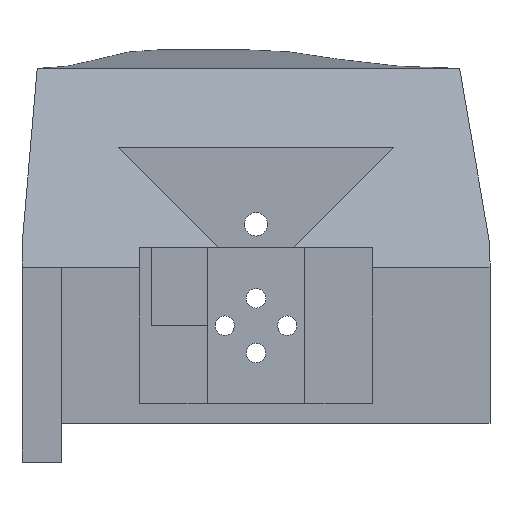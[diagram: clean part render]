
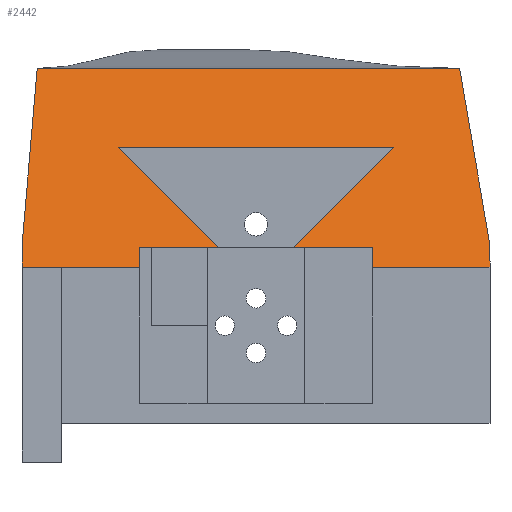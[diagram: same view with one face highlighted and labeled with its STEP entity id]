
A CAD part, top view. The second image highlights one B-rep face of the part: STEP entity #2442.
In plain terms, the highlighted planar face has unit normal (0, 0.336, 0.942).
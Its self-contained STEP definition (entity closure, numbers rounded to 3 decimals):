
#63 = ORIENTED_EDGE ( 'NONE', *, *, #2190, .T. ) ;
#117 =( BOUNDED_CURVE ( )  B_SPLINE_CURVE ( 3, ( #1139, #1126, #1370, #1911 ),
 .UNSPECIFIED., .F., .T. ) 
 B_SPLINE_CURVE_WITH_KNOTS ( ( 4, 4 ),
 ( 5.498, 6.283 ),
 .UNSPECIFIED. ) 
 CURVE ( )  GEOMETRIC_REPRESENTATION_ITEM ( )  RATIONAL_B_SPLINE_CURVE ( ( 1., 0.949, 0.949, 1. ) ) 
 REPRESENTATION_ITEM ( '' )  );
#122 = LINE ( 'NONE', #708, #1962 ) ;
#125 = ORIENTED_EDGE ( 'NONE', *, *, #657, .F. ) ;
#127 = EDGE_CURVE ( 'NONE', #1153, #1217, #395, .T. ) ;
#147 = EDGE_CURVE ( 'NONE', #2256, #1788, #1487, .T. ) ;
#184 = ORIENTED_EDGE ( 'NONE', *, *, #1682, .F. ) ;
#213 = EDGE_CURVE ( 'NONE', #1380, #781, #1312, .T. ) ;
#218 = VECTOR ( 'NONE', #1662, 1000. ) ;
#220 = EDGE_CURVE ( 'NONE', #1537, #1172, #712, .T. ) ;
#283 = CARTESIAN_POINT ( 'NONE',  ( 30., -53.5, -10. ) ) ;
#331 = CARTESIAN_POINT ( 'NONE',  ( -3.889, -51.889, -10.575 ) ) ;
#353 = VERTEX_POINT ( 'NONE', #1526 ) ;
#394 = CARTESIAN_POINT ( 'NONE',  ( -30., -53.5, -10. ) ) ;
#395 = LINE ( 'NONE', #2261, #2191 ) ;
#454 = CARTESIAN_POINT ( 'NONE',  ( 59.732, -53.5, -10. ) ) ;
#463 = VECTOR ( 'NONE', #1461, 1000. ) ;
#477 = ORIENTED_EDGE ( 'NONE', *, *, #2202, .T. ) ;
#480 = CARTESIAN_POINT ( 'NONE',  ( -30., -53.5, -10. ) ) ;
#492 = CARTESIAN_POINT ( 'NONE',  ( 30., -53.5, -10. ) ) ;
#495 = ORIENTED_EDGE ( 'NONE', *, *, #2408, .F. ) ;
#547 = CARTESIAN_POINT ( 'NONE',  ( 59.732, -28., -19.107 ) ) ;
#581 = DIRECTION ( 'NONE',  ( -1., 0., 0. ) ) ;
#603 = VERTEX_POINT ( 'NONE', #1660 ) ;
#657 = EDGE_CURVE ( 'NONE', #353, #690, #1697, .T. ) ;
#668 = CARTESIAN_POINT ( 'NONE',  ( -30., -53.5, -10. ) ) ;
#676 = DIRECTION ( 'NONE',  ( 0., 0.336, 0.942 ) ) ;
#690 = VERTEX_POINT ( 'NONE', #1725 ) ;
#708 = CARTESIAN_POINT ( 'NONE',  ( -29.657, -46.702, -12.428 ) ) ;
#712 = LINE ( 'NONE', #1324, #2386 ) ;
#774 = CARTESIAN_POINT ( 'NONE',  ( 31.224, -57.836, -8.451 ) ) ;
#781 = VERTEX_POINT ( 'NONE', #1350 ) ;
#818 = CARTESIAN_POINT ( 'NONE',  ( 14.95, -53.5, -10. ) ) ;
#835 = ORIENTED_EDGE ( 'NONE', *, *, #147, .F. ) ;
#849 = CARTESIAN_POINT ( 'NONE',  ( 1.478, -53.5, -10. ) ) ;
#891 = VECTOR ( 'NONE', #1827, 1000. ) ;
#959 = EDGE_CURVE ( 'NONE', #781, #2412, #968, .T. ) ;
#964 = VERTEX_POINT ( 'NONE', #394 ) ;
#968 = LINE ( 'NONE', #1903, #1480 ) ;
#1022 = VECTOR ( 'NONE', #1511, 1000. ) ;
#1032 = DIRECTION ( 'NONE',  ( 0., 0.942, -0.336 ) ) ;
#1046 = CARTESIAN_POINT ( 'NONE',  ( -25., -53.5, -10. ) ) ;
#1106 = DIRECTION ( 'NONE',  ( 1., 0., 0. ) ) ;
#1119 = ORIENTED_EDGE ( 'NONE', *, *, #1127, .T. ) ;
#1126 = CARTESIAN_POINT ( 'NONE',  ( -2.844, -52.934, -10.202 ) ) ;
#1127 = EDGE_CURVE ( 'NONE', #2256, #603, #122, .T. ) ;
#1130 = EDGE_CURVE ( 'NONE', #1153, #1436, #2007, .T. ) ;
#1139 = CARTESIAN_POINT ( 'NONE',  ( -3.889, -51.889, -10.575 ) ) ;
#1153 = VERTEX_POINT ( 'NONE', #1460 ) ;
#1172 = VERTEX_POINT ( 'NONE', #331 ) ;
#1178 = ORIENTED_EDGE ( 'NONE', *, *, #1130, .F. ) ;
#1198 = ORIENTED_EDGE ( 'NONE', *, *, #220, .F. ) ;
#1217 = VERTEX_POINT ( 'NONE', #1867 ) ;
#1240 = ORIENTED_EDGE ( 'NONE', *, *, #959, .F. ) ;
#1277 = DIRECTION ( 'NONE',  ( 0., 0.942, -0.336 ) ) ;
#1284 = ORIENTED_EDGE ( 'NONE', *, *, #213, .F. ) ;
#1286 = VECTOR ( 'NONE', #1106, 1000. ) ;
#1312 = LINE ( 'NONE', #1885, #1022 ) ;
#1324 = CARTESIAN_POINT ( 'NONE',  ( 26.868, -82.646, 0.409 ) ) ;
#1350 = CARTESIAN_POINT ( 'NONE',  ( -14.95, -53.5, -10. ) ) ;
#1370 = CARTESIAN_POINT ( 'NONE',  ( -1.478, -53.5, -10. ) ) ;
#1380 = VERTEX_POINT ( 'NONE', #1437 ) ;
#1381 = DIRECTION ( 'NONE',  ( -1., 0., 0. ) ) ;
#1385 =( BOUNDED_CURVE ( )  B_SPLINE_CURVE ( 3, ( #1623, #849, #1575, #1963 ),
 .UNSPECIFIED., .F., .T. ) 
 B_SPLINE_CURVE_WITH_KNOTS ( ( 4, 4 ),
 ( 0., 0.785 ),
 .UNSPECIFIED. ) 
 CURVE ( )  GEOMETRIC_REPRESENTATION_ITEM ( )  RATIONAL_B_SPLINE_CURVE ( ( 1., 0.949, 0.949, 1. ) ) 
 REPRESENTATION_ITEM ( '' )  );
#1436 = VERTEX_POINT ( 'NONE', #818 ) ;
#1437 = CARTESIAN_POINT ( 'NONE',  ( 0., -53.5, -10. ) ) ;
#1460 = CARTESIAN_POINT ( 'NONE',  ( 30., -53.5, -10. ) ) ;
#1461 = DIRECTION ( 'NONE',  ( 0.686, 0.686, -0.245 ) ) ;
#1480 = VECTOR ( 'NONE', #581, 1000. ) ;
#1487 = LINE ( 'NONE', #547, #218 ) ;
#1495 = EDGE_CURVE ( 'NONE', #1537, #690, #2017, .T. ) ;
#1511 = DIRECTION ( 'NONE',  ( -1., 0., 0. ) ) ;
#1526 = CARTESIAN_POINT ( 'NONE',  ( 3.889, -51.889, -10.575 ) ) ;
#1537 = VERTEX_POINT ( 'NONE', #1664 ) ;
#1575 = CARTESIAN_POINT ( 'NONE',  ( 2.844, -52.934, -10.202 ) ) ;
#1582 = VECTOR ( 'NONE', #1994, 1000. ) ;
#1584 = PLANE ( 'NONE',  #2234 ) ;
#1586 = EDGE_CURVE ( 'NONE', #1172, #1380, #117, .T. ) ;
#1617 = VECTOR ( 'NONE', #1381, 1000. ) ;
#1621 = DIRECTION ( 'NONE',  ( 0., -0.942, 0.336 ) ) ;
#1623 = CARTESIAN_POINT ( 'NONE',  ( 0., -53.5, -10. ) ) ;
#1631 = LINE ( 'NONE', #480, #1582 ) ;
#1636 = EDGE_CURVE ( 'NONE', #1217, #1788, #1688, .T. ) ;
#1660 = CARTESIAN_POINT ( 'NONE',  ( -30., -50.7, -11. ) ) ;
#1662 = DIRECTION ( 'NONE',  ( 1., 0., 0. ) ) ;
#1664 = CARTESIAN_POINT ( 'NONE',  ( -17.678, -38.1, -15.5 ) ) ;
#1682 = EDGE_CURVE ( 'NONE', #1380, #353, #1385, .T. ) ;
#1688 = LINE ( 'NONE', #774, #2029 ) ;
#1697 = LINE ( 'NONE', #2259, #463 ) ;
#1725 = CARTESIAN_POINT ( 'NONE',  ( 17.678, -38.1, -15.5 ) ) ;
#1751 = LINE ( 'NONE', #283, #1617 ) ;
#1788 = VERTEX_POINT ( 'NONE', #2105 ) ;
#1827 = DIRECTION ( 'NONE',  ( -1., 0., 0. ) ) ;
#1839 = EDGE_LOOP ( 'NONE', ( #835, #1119, #63, #477, #1240, #1284, #2167, #1198, #2232, #125, #184, #495, #1178, #2379, #2395 ) ) ;
#1841 = CARTESIAN_POINT ( 'NONE',  ( 59.732, -38.1, -15.5 ) ) ;
#1848 = VECTOR ( 'NONE', #1621, 1000. ) ;
#1867 = CARTESIAN_POINT ( 'NONE',  ( 30., -50.7, -11. ) ) ;
#1885 = CARTESIAN_POINT ( 'NONE',  ( 30., -53.5, -10. ) ) ;
#1903 = CARTESIAN_POINT ( 'NONE',  ( 30., -53.5, -10. ) ) ;
#1911 = CARTESIAN_POINT ( 'NONE',  ( 0., -53.5, -10. ) ) ;
#1962 = VECTOR ( 'NONE', #2384, 1000. ) ;
#1963 = CARTESIAN_POINT ( 'NONE',  ( 3.889, -51.889, -10.575 ) ) ;
#1994 = DIRECTION ( 'NONE',  ( 1., 0., 0. ) ) ;
#2007 = LINE ( 'NONE', #492, #891 ) ;
#2017 = LINE ( 'NONE', #1841, #1286 ) ;
#2029 = VECTOR ( 'NONE', #2438, 1000. ) ;
#2075 = DIRECTION ( 'NONE',  ( 0.686, -0.686, 0.245 ) ) ;
#2105 = CARTESIAN_POINT ( 'NONE',  ( 26.107, -28., -19.107 ) ) ;
#2167 = ORIENTED_EDGE ( 'NONE', *, *, #1586, .F. ) ;
#2170 = LINE ( 'NONE', #668, #1848 ) ;
#2190 = EDGE_CURVE ( 'NONE', #603, #964, #2170, .T. ) ;
#2191 = VECTOR ( 'NONE', #1277, 1000. ) ;
#2202 = EDGE_CURVE ( 'NONE', #964, #2412, #1631, .T. ) ;
#2232 = ORIENTED_EDGE ( 'NONE', *, *, #1495, .T. ) ;
#2234 = AXIS2_PLACEMENT_3D ( 'NONE', #454, #676, #1032 ) ;
#2256 = VERTEX_POINT ( 'NONE', #2432 ) ;
#2259 = CARTESIAN_POINT ( 'NONE',  ( 29.283, -26.495, -19.645 ) ) ;
#2261 = CARTESIAN_POINT ( 'NONE',  ( 30., -53.5, -10. ) ) ;
#2365 = FACE_OUTER_BOUND ( 'NONE', #1839, .T. ) ;
#2379 = ORIENTED_EDGE ( 'NONE', *, *, #127, .T. ) ;
#2384 = DIRECTION ( 'NONE',  ( -0.08, -0.939, 0.335 ) ) ;
#2386 = VECTOR ( 'NONE', #2075, 1000. ) ;
#2395 = ORIENTED_EDGE ( 'NONE', *, *, #1636, .T. ) ;
#2408 = EDGE_CURVE ( 'NONE', #1436, #1380, #1751, .T. ) ;
#2412 = VERTEX_POINT ( 'NONE', #1046 ) ;
#2432 = CARTESIAN_POINT ( 'NONE',  ( -28.054, -28., -19.107 ) ) ;
#2438 = DIRECTION ( 'NONE',  ( -0.159, 0.93, -0.332 ) ) ;
#2442 = ADVANCED_FACE ( 'NONE', ( #2365 ), #1584, .T. ) ;
